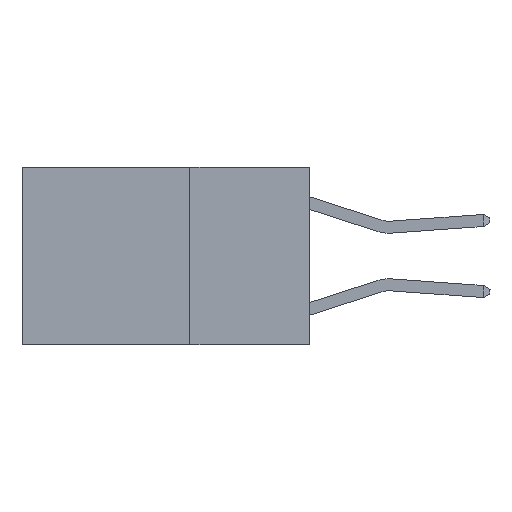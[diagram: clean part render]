
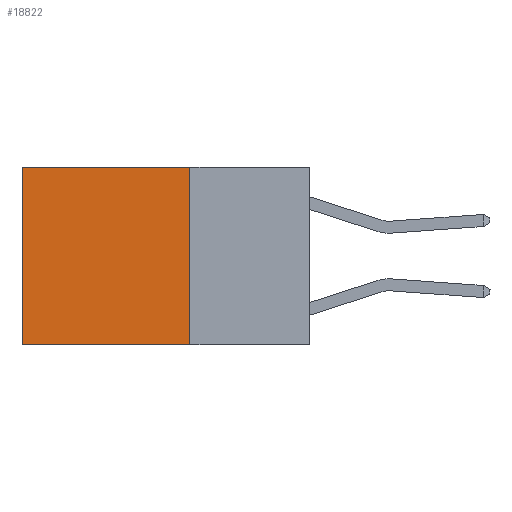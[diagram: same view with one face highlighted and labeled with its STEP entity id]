
A CAD part, left-side view. The second image highlights one B-rep face of the part: STEP entity #18822.
In plain terms, the highlighted planar face has unit normal (-1, 0, 0).
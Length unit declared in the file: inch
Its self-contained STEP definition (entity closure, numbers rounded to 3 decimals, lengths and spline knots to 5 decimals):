
#29 = VERTEX_POINT ( 'NONE', #13427 ) ;
#115 = ORIENTED_EDGE ( 'NONE', *, *, #16234, .F. ) ;
#679 = LINE ( 'NONE', #4774, #16136 ) ;
#734 = DIRECTION ( 'NONE',  ( 0., 1., 0. ) ) ;
#894 = PLANE ( 'NONE',  #19162 ) ;
#1286 = CARTESIAN_POINT ( 'NONE',  ( 0.2625, 0.6, 0. ) ) ;
#2915 = DIRECTION ( 'NONE',  ( 1., 0., 0. ) ) ;
#4774 = CARTESIAN_POINT ( 'NONE',  ( 0.2625, 0.25, -0.37 ) ) ;
#4782 = EDGE_LOOP ( 'NONE', ( #23842, #13205, #115, #23774 ) ) ;
#4870 = CARTESIAN_POINT ( 'NONE',  ( 0.2625, 0.25, 0. ) ) ;
#5261 = CARTESIAN_POINT ( 'NONE',  ( 0.2625, 0.6, -0.37 ) ) ;
#6155 = VECTOR ( 'NONE', #11226, 39.37008 ) ;
#6832 = DIRECTION ( 'NONE',  ( 0., 1., 0. ) ) ;
#8159 = LINE ( 'NONE', #1286, #23554 ) ;
#9220 = CARTESIAN_POINT ( 'NONE',  ( 0.2625, 0.25, 0. ) ) ;
#11226 = DIRECTION ( 'NONE',  ( 0., 0., -1. ) ) ;
#12581 = VERTEX_POINT ( 'NONE', #5261 ) ;
#12795 = CARTESIAN_POINT ( 'NONE',  ( 0.2625, 0.25, 0. ) ) ;
#13205 = ORIENTED_EDGE ( 'NONE', *, *, #18760, .F. ) ;
#13427 = CARTESIAN_POINT ( 'NONE',  ( 0.2625, 0.25, -0.37 ) ) ;
#13950 = VECTOR ( 'NONE', #734, 39.37008 ) ;
#14076 = VERTEX_POINT ( 'NONE', #4870 ) ;
#15587 = VERTEX_POINT ( 'NONE', #25418 ) ;
#16136 = VECTOR ( 'NONE', #6832, 39.37008 ) ;
#16234 = EDGE_CURVE ( 'NONE', #14076, #29, #16862, .T. ) ;
#16862 = LINE ( 'NONE', #9220, #6155 ) ;
#17029 = DIRECTION ( 'NONE',  ( 0., 0., -1. ) ) ;
#18177 = EDGE_CURVE ( 'NONE', #14076, #15587, #19355, .T. ) ;
#18760 = EDGE_CURVE ( 'NONE', #29, #12581, #679, .T. ) ;
#18822 = ADVANCED_FACE ( 'NONE', ( #20252 ), #894, .F. ) ;
#19162 = AXIS2_PLACEMENT_3D ( 'NONE', #24957, #2915, #17029 ) ;
#19355 = LINE ( 'NONE', #12795, #13950 ) ;
#20252 = FACE_OUTER_BOUND ( 'NONE', #4782, .T. ) ;
#21460 = DIRECTION ( 'NONE',  ( 0., 0., -1. ) ) ;
#22975 = EDGE_CURVE ( 'NONE', #15587, #12581, #8159, .T. ) ;
#23554 = VECTOR ( 'NONE', #21460, 39.37008 ) ;
#23774 = ORIENTED_EDGE ( 'NONE', *, *, #18177, .T. ) ;
#23842 = ORIENTED_EDGE ( 'NONE', *, *, #22975, .T. ) ;
#24957 = CARTESIAN_POINT ( 'NONE',  ( 0.2625, 0.25, 0. ) ) ;
#25418 = CARTESIAN_POINT ( 'NONE',  ( 0.2625, 0.6, 0. ) ) ;
